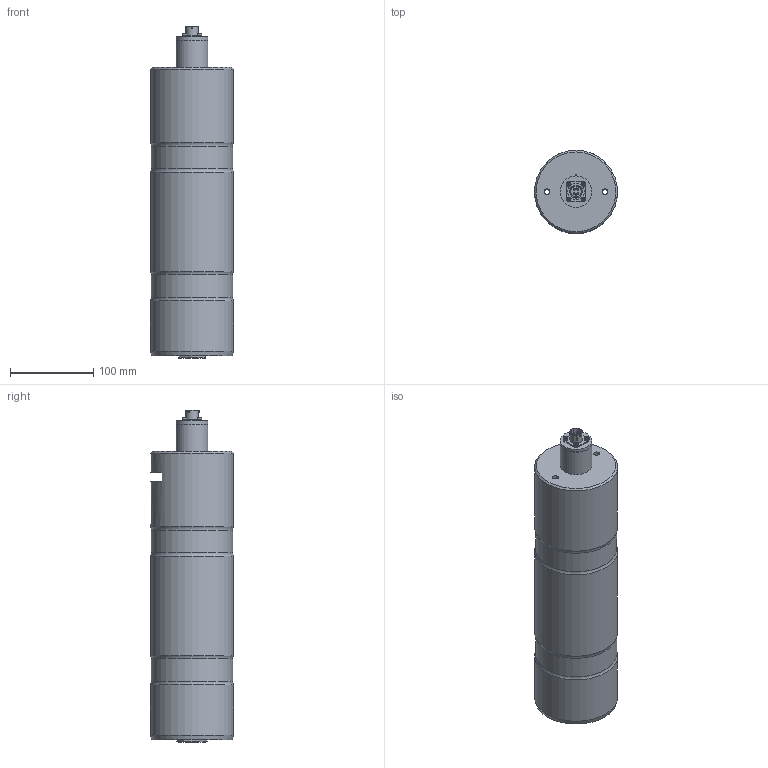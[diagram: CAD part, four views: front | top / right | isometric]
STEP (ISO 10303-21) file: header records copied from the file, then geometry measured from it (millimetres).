
FILE_DESCRIPTION (( 'STEP AP203' ), '1' );
FILE_NAME ('422-220-000-013.STEP', '2014-09-19T14:23:36', ( 'ajoy' ), ( 'Microsoft' ), 'SwSTEP 2.0', 'SolidWorks 2014', '' );
FILE_SCHEMA (( 'CONFIG_CONTROL_DESIGN' ));
Length unit declared in the file: millimetre
Products named in the file (1): 422-220-000-013
Bounding box: 100 x 100 x 399.9 mm (x, y, z)
Surface area: 133895.7 mm2 (no closed solid volume)
Topology: 0 solids, 10 shells, 129 faces, 482 edges, 342 vertices
Faces by surface type: plane 71, cylinder 36, cone 8, torus 8, sphere 6
Full cylindrical faces by diameter (mm): 1 x6, 2 x3, 2.1 x2, 5.5 x4, 6.8 x4, 15 x1, 38 x2, 98 x2, 100 x3
Entity records: 5010 total; most frequent: CARTESIAN_POINT 1357, DIRECTION 712, ORIENTED_EDGE 601, EDGE_CURVE 398, VERTEX_POINT 314, AXIS2_PLACEMENT_3D 246, LINE 220, VECTOR 220
